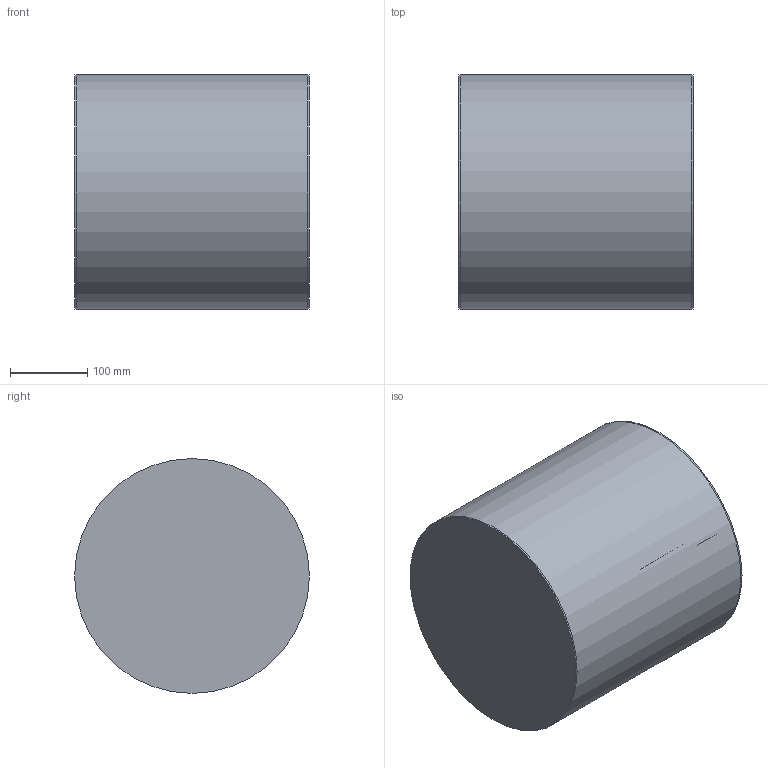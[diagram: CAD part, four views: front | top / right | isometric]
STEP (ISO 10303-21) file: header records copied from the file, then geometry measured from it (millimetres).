
FILE_DESCRIPTION(('Open CASCADE Model'),'2;1');
FILE_NAME('Open CASCADE Shape Model','2014-01-14T01:51:48',('Author'),( 'Open CASCADE'),'Open CASCADE STEP processor 6.5','Open CASCADE 6.5' ,'Unknown');
FILE_SCHEMA(('AUTOMOTIVE_DESIGN_CC2 { 1 2 10303 214 -1 1 5 4 }'));
Length unit declared in the file: millimetre
Products named in the file (3): Pad002; Pad001; Pad
Bounding box: 304 x 304 x 304 mm (x, y, z)
Volume: 1040590.3 mm3; surface area: 904408.6 mm2
Topology: 3 solids, 3 shells, 33 faces, 81 edges, 54 vertices
Faces by surface type: plane 24, cylinder 9
Full cylindrical faces by diameter (mm): 304 x3
Entity records: 2141 total; most frequent: CARTESIAN_POINT 439, DIRECTION 311, LINE 207, VECTOR 207, ORIENTED_EDGE 162, PCURVE 162, DEFINITIONAL_REPRESENTATION 162, EDGE_CURVE 81
